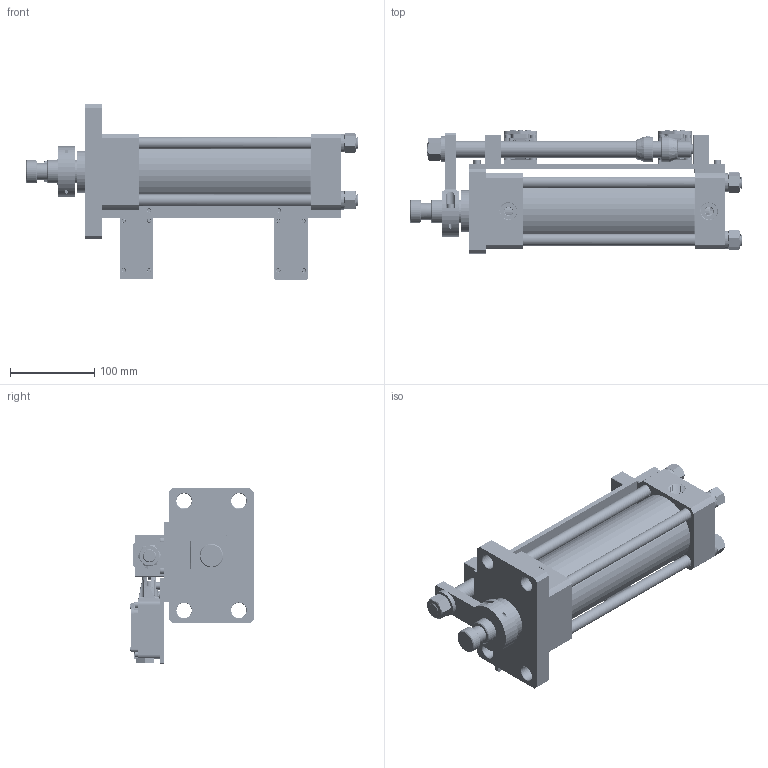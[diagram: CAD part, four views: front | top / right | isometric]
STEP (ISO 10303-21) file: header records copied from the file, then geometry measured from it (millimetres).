
FILE_DESCRIPTION (( 'STEP AP203' ), '1' );
FILE_NAME ('CHK-FA63-150D油缸三维图.STEP', '2013-03-16T02:43:14', ( 'user' ), ( 'Microsoft' ), 'SwSTEP 2.0', 'SolidWorks 2010', '' );
FILE_SCHEMA (( 'CONFIG_CONTROL_DESIGN' ));
Length unit declared in the file: millimetre
Products named in the file (35): 綴遣喳杶_2; ｻ鏸獷2; 俴最裝嘐隅釱_2; 菜輸_2; 俴最奪盓傅釱_2; 333_GB_FASTENER_WASHER_SW 20_2; hexagon nuts grade c gb_GB_FASTENER_NUT_SNC1 M14-N_2; hex socket set screws with flat point gb_GB_FASTENER_SCREWS_HSFP M5X8-N_2; 俴最羲壽_2; hexagon socket head cap screws gb_GB_FASTENER_SCREWS_HSHCS M4X30-N_2; 活塞杆63-150; 詰芠63-150; bead3; CHK-FA63-150D油缸三维图; 綴裔63_2; ヶ遣喳杶_2; 63ヶ裔_2; 渡杶_2; 楊擘_2; 袉赽_2; 俴最羲壽嘐隅釱_2; hexagon socket head cap screws gb_GB_FASTENER_SCREWS_HSHCS M5X16-N_2; hexagon socket head cap screws gb_GB_FASTENER_SCREWS_HSHCS M6X35-N_2; 333_GB_FASTENER_WASHER_SW 14_2; hexagon nuts grade c gb_GB_FASTENER_NUT_SNC1 M16-N_2; hexagon socket head cap screws gb_GB_FASTENER_SCREWS_HSHCS M5X10-N_2; hex socket set screws with flat point gb_GB_FASTENER_SCREWS_HSFP M5X12-N_2; cross recessed countersunk head screws gb1_GB_CROSS_SCREWS_TYPE4 M3X6-4.35  H type-N_2; 絳堤蟀諉芛11_2; 絳堤蟀諉芛12_2; 絳堤蟀諉啣_2; 絳堤菁啣63-150; 嶺裝63-150; 俴最裝63-150; 俴最奪63-150
Assembly tree (74 placements, depth 2):
  CHK-FA63-150D油缸三维图
    hexagon socket head cap screws gb_GB_FASTENER_SCREWS_HSHCS M5X16-N_2  x4
    俴最奪盓傅釱_2
    333_GB_FASTENER_WASHER_SW 14_2  x4
    cross recessed countersunk head screws gb1_GB_CROSS_SCREWS_TYPE4 M3X6-4.35  H type-N_2  x10
    ｻ鏸獷2
    俴最羲壽_2  x2
    63ヶ裔_2
    俴最羲壽嘐隅釱_2  x2
    hexagon nuts grade c gb_GB_FASTENER_NUT_SNC1 M16-N_2
    hexagon socket head cap screws gb_GB_FASTENER_SCREWS_HSHCS M4X30-N_2  x8
    絳堤蟀諉芛12_2
    袉赽_2  x2
    hexagon socket head cap screws gb_GB_FASTENER_SCREWS_HSHCS M5X10-N_2  x6
    活塞杆63-150
    ヶ遣喳杶_2
    hexagon socket head cap screws gb_GB_FASTENER_SCREWS_HSHCS M6X35-N_2  x4
    詰芠63-150
    俴最裝嘐隅釱_2
    絳堤菁啣63-150
    嶺裝63-150  x4
    俴最奪63-150
    bead3
    絳堤蟀諉芛11_2
    hex socket set screws with flat point gb_GB_FASTENER_SCREWS_HSFP M5X12-N_2
    楊擘_2
    hexagon nuts grade c gb_GB_FASTENER_NUT_SNC1 M14-N_2  x4
    俴最裝63-150
    hex socket set screws with flat point gb_GB_FASTENER_SCREWS_HSFP M5X8-N_2  x2
    絳堤蟀諉啣_2
    綴裔63_2
    333_GB_FASTENER_WASHER_SW 20_2
    綴遣喳杶_2
    渡杶_2
    菜輸_2
Bounding box: 394 x 146.05 x 208.19 mm (x, y, z)
Volume: 2254442 mm3; surface area: 607380.8 mm2
Topology: 73 solids, 74 shells, 2799 faces, 6887 edges, 4307 vertices
Faces by surface type: cylinder 1093, plane 960, cone 453, bspline 293
Entity records: 86896 total; most frequent: CARTESIAN_POINT 48743, ORIENTED_EDGE 7248, DIRECTION 6705, EDGE_CURVE 3625, AXIS2_PLACEMENT_3D 2590, VERTEX_POINT 2271, EDGE_LOOP 1695, VECTOR 1525
